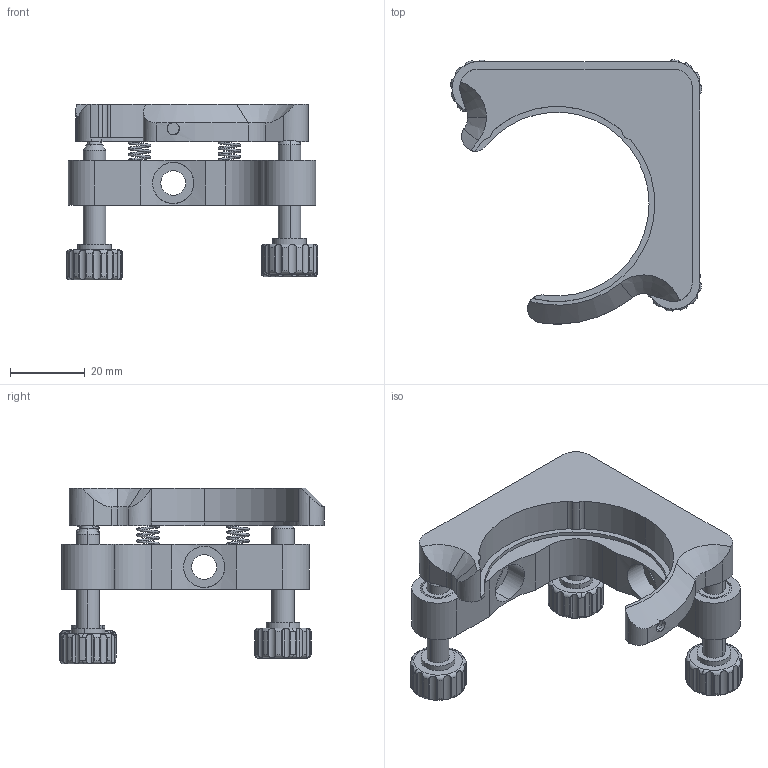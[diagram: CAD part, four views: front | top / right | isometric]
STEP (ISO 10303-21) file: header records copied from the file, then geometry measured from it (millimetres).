
FILE_DESCRIPTION (( 'STEP AP203' ), '1' );
FILE_NAME ('04UPM-4(M).STEP', '2016-04-18T01:40:37', ( '' ), ( '' ), 'SwSTEP 2.0', 'SolidWorks 2016', '' );
FILE_SCHEMA (( 'CONFIG_CONTROL_DESIGN' ));
Length unit declared in the file: millimetre
Products named in the file (1): 04UPM-4(M)
Bounding box: 66.97 x 70.5 x 46.83 mm (x, y, z)
Volume: 35406.9 mm3; surface area: 24875.7 mm2
Topology: 30 solids, 30 shells, 650 faces, 1647 edges, 1057 vertices
Faces by surface type: cylinder 352, plane 158, cone 89, torus 28, bspline 16, sphere 7
Entity records: 31701 total; most frequent: CARTESIAN_POINT 16266, ORIENTED_EDGE 3232, DIRECTION 3176, EDGE_CURVE 1616, AXIS2_PLACEMENT_3D 1257, VERTEX_POINT 1047, EDGE_LOOP 711, LINE 662
